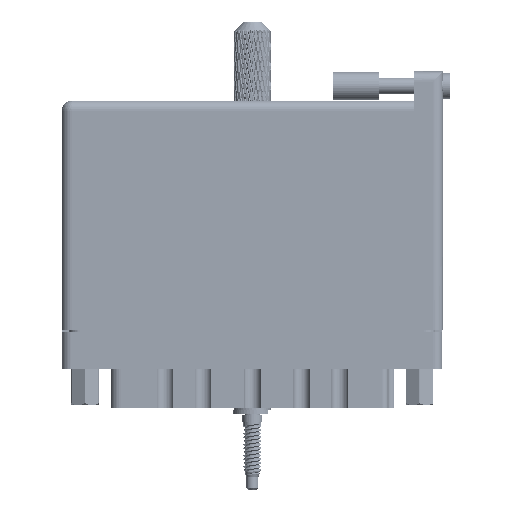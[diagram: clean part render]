
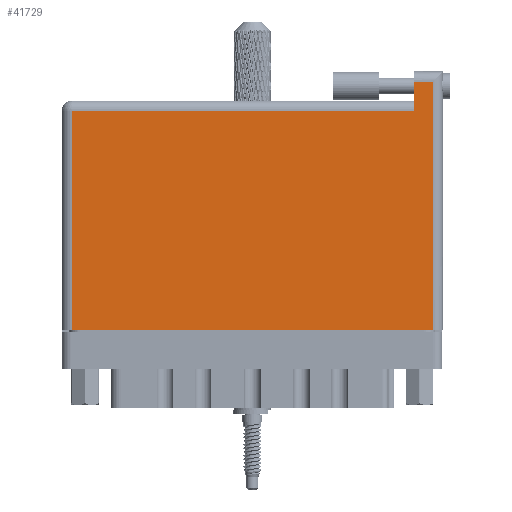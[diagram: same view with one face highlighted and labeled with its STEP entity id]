
A CAD part, front view. The second image highlights one B-rep face of the part: STEP entity #41729.
In plain terms, the highlighted face is planar.
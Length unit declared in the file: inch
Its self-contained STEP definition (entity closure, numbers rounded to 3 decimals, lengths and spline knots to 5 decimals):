
#58 = DIRECTION ( 'NONE',  ( 0., 0., -1. ) ) ;
#3232 = EDGE_CURVE ( 'NONE', #75678, #113491, #92468, .T. ) ;
#5918 = EDGE_CURVE ( 'NONE', #67160, #20859, #98178, .T. ) ;
#7156 = EDGE_LOOP ( 'NONE', ( #16426, #18993, #32508, #52969, #99947, #13747 ) ) ;
#10461 = CARTESIAN_POINT ( 'NONE',  ( 0., 1.566, 0. ) ) ;
#13747 = ORIENTED_EDGE ( 'NONE', *, *, #46223, .T. ) ;
#16262 = CARTESIAN_POINT ( 'NONE',  ( 2.53, 0., 0. ) ) ;
#16426 = ORIENTED_EDGE ( 'NONE', *, *, #34554, .T. ) ;
#18181 = EDGE_CURVE ( 'NONE', #20859, #41615, #112906, .T. ) ;
#18993 = ORIENTED_EDGE ( 'NONE', *, *, #5918, .T. ) ;
#20859 = VERTEX_POINT ( 'NONE', #73569 ) ;
#23798 = CARTESIAN_POINT ( 'NONE',  ( 0.07, 0., 0. ) ) ;
#26871 = CARTESIAN_POINT ( 'NONE',  ( 0., 0., 0. ) ) ;
#29119 = CARTESIAN_POINT ( 'NONE',  ( 0.07, 1.496, 0. ) ) ;
#29449 = VECTOR ( 'NONE', #79386, 39.37008 ) ;
#32508 = ORIENTED_EDGE ( 'NONE', *, *, #18181, .T. ) ;
#34554 = EDGE_CURVE ( 'NONE', #81156, #67160, #120988, .T. ) ;
#40639 = DIRECTION ( 'NONE',  ( -1., 0., 0. ) ) ;
#41615 = VERTEX_POINT ( 'NONE', #117330 ) ;
#41729 = ADVANCED_FACE ( 'NONE', ( #58682 ), #109154, .F. ) ;
#44352 = DIRECTION ( 'NONE',  ( -1., 0., 0. ) ) ;
#46223 = EDGE_CURVE ( 'NONE', #113491, #81156, #111161, .T. ) ;
#48691 = CARTESIAN_POINT ( 'NONE',  ( 2.53, 1.766, 0. ) ) ;
#52969 = ORIENTED_EDGE ( 'NONE', *, *, #87961, .T. ) ;
#55077 = DIRECTION ( 'NONE',  ( 0., 1., 0. ) ) ;
#58682 = FACE_OUTER_BOUND ( 'NONE', #7156, .T. ) ;
#64400 = CARTESIAN_POINT ( 'NONE',  ( 2.403, 1.496, 0. ) ) ;
#64476 = CARTESIAN_POINT ( 'NONE',  ( 0., 1.496, 0. ) ) ;
#67076 = VECTOR ( 'NONE', #126366, 39.37008 ) ;
#67160 = VERTEX_POINT ( 'NONE', #16262 ) ;
#69913 = AXIS2_PLACEMENT_3D ( 'NONE', #10461, #58, #40639 ) ;
#73569 = CARTESIAN_POINT ( 'NONE',  ( 2.53, 1.696, 0. ) ) ;
#74869 = DIRECTION ( 'NONE',  ( -1., 0., 0. ) ) ;
#75678 = VERTEX_POINT ( 'NONE', #64400 ) ;
#78943 = CARTESIAN_POINT ( 'NONE',  ( 0.07, 0., 0. ) ) ;
#79386 = DIRECTION ( 'NONE',  ( 0., -1., 0. ) ) ;
#81156 = VERTEX_POINT ( 'NONE', #23798 ) ;
#86789 = VECTOR ( 'NONE', #44352, 39.37008 ) ;
#87961 = EDGE_CURVE ( 'NONE', #41615, #75678, #114328, .T. ) ;
#88376 = CARTESIAN_POINT ( 'NONE',  ( 2.403, 1.766, 0. ) ) ;
#92468 = LINE ( 'NONE', #64476, #127942 ) ;
#98178 = LINE ( 'NONE', #48691, #108898 ) ;
#99947 = ORIENTED_EDGE ( 'NONE', *, *, #3232, .T. ) ;
#107310 = DIRECTION ( 'NONE',  ( 0., -1., 0. ) ) ;
#108898 = VECTOR ( 'NONE', #55077, 39.37008 ) ;
#109154 = PLANE ( 'NONE',  #69913 ) ;
#111161 = LINE ( 'NONE', #78943, #29449 ) ;
#112906 = LINE ( 'NONE', #114121, #86789 ) ;
#113491 = VERTEX_POINT ( 'NONE', #29119 ) ;
#114121 = CARTESIAN_POINT ( 'NONE',  ( 0., 1.696, 0. ) ) ;
#114328 = LINE ( 'NONE', #88376, #126697 ) ;
#117330 = CARTESIAN_POINT ( 'NONE',  ( 2.403, 1.696, 0. ) ) ;
#120988 = LINE ( 'NONE', #26871, #67076 ) ;
#126366 = DIRECTION ( 'NONE',  ( 1., 0., 0. ) ) ;
#126697 = VECTOR ( 'NONE', #107310, 39.37008 ) ;
#127942 = VECTOR ( 'NONE', #74869, 39.37008 ) ;
